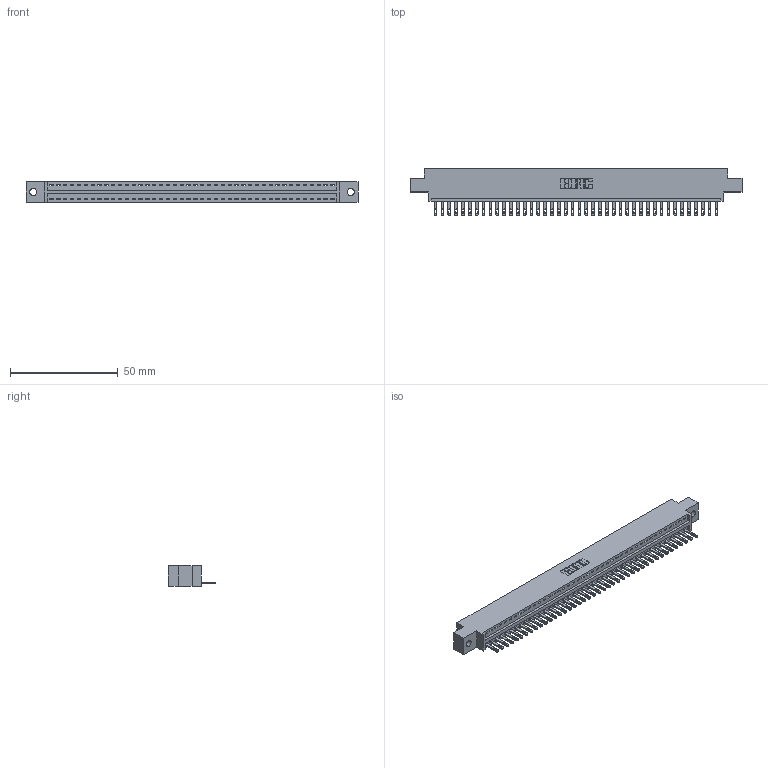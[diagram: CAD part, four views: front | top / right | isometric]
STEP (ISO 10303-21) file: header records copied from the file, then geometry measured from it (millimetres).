
FILE_DESCRIPTION (( 'STEP AP203' ), '1' );
FILE_NAME ('896-042-500-602.STEP', '2021-07-27T21:37:57', ( '' ), ( '' ), 'SwSTEP 2.0', 'SolidWorks 2020', '' );
FILE_SCHEMA (( 'CONFIG_CONTROL_DESIGN' ));
Length unit declared in the file: inch
Products named in the file (3): 846 Part_0.170 Offset - 0.128 Dia; 345-292-001_345-293-100; 896-042-500-602
Assembly tree (43 placements, depth 2):
  896-042-500-602
    846 Part_0.170 Offset - 0.128 Dia
    345-292-001_345-293-100  x42
Bounding box: 153.92 x 21.84 x 9.4 mm (x, y, z)
Volume: 14568.6 mm3; surface area: 18195.9 mm2
Topology: 43 solids, 43 shells, 2394 faces, 7397 edges, 4930 vertices
Faces by surface type: plane 1508, cylinder 886
Entity records: 26131 total; most frequent: CARTESIAN_POINT 4486, ORIENTED_EDGE 4462, DIRECTION 3959, EDGE_CURVE 2231, LINE 1927, VECTOR 1927, VERTEX_POINT 1486, AXIS2_PLACEMENT_3D 1016
